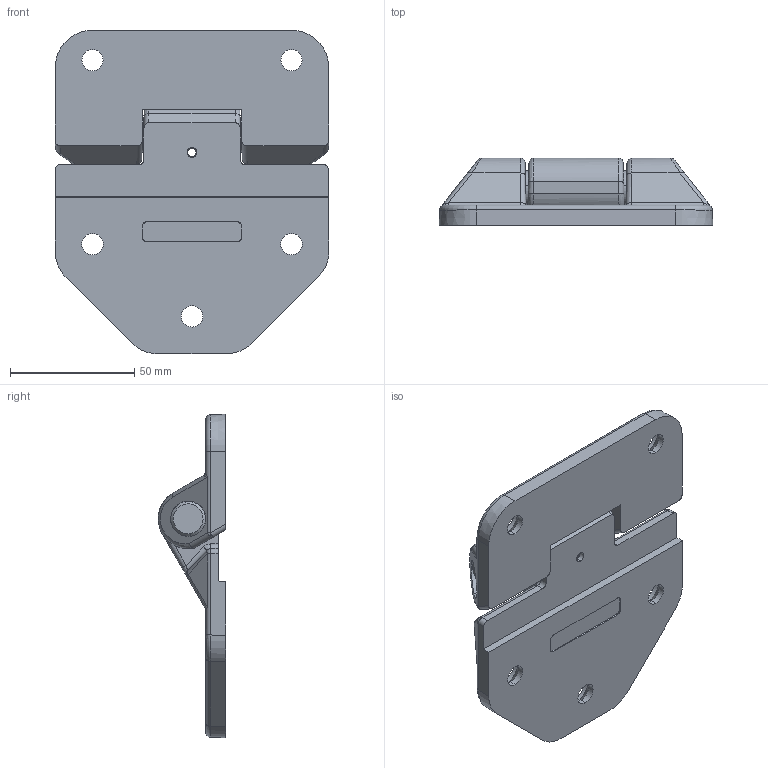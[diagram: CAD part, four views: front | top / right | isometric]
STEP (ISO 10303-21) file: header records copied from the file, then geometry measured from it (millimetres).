
FILE_DESCRIPTION (( 'STEP AP203' ), '1' );
FILE_NAME ('sone3D.STEP', '2014-01-10T08:39:37', ( '' ), ( '' ), 'SwSTEP 2.0', 'SolidWorks 2012', '' );
FILE_SCHEMA (( 'CONFIG_CONTROL_DESIGN' ));
Length unit declared in the file: millimetre
Products named in the file (5): φ4スプリングピン; B-858 シャフト; B-858 ヒンジB; B-858 ヒンジA; sone3D
Assembly tree (4 placements, depth 2):
  sone3D
    B-858 ヒンジA
    B-858 ヒンジB
    B-858 シャフト
    φ4スプリングピン
Bounding box: 110 x 27.1 x 130 mm (x, y, z)
Volume: 134983.1 mm3; surface area: 42821.2 mm2
Topology: 4 solids, 4 shells, 205 faces, 515 edges, 312 vertices
Faces by surface type: cylinder 88, plane 55, bspline 25, cone 23, sphere 8, torus 6
Entity records: 7334 total; most frequent: CARTESIAN_POINT 2252, ORIENTED_EDGE 1018, DIRECTION 912, EDGE_CURVE 509, AXIS2_PLACEMENT_3D 342, VERTEX_POINT 310, VECTOR 228, LINE 228
